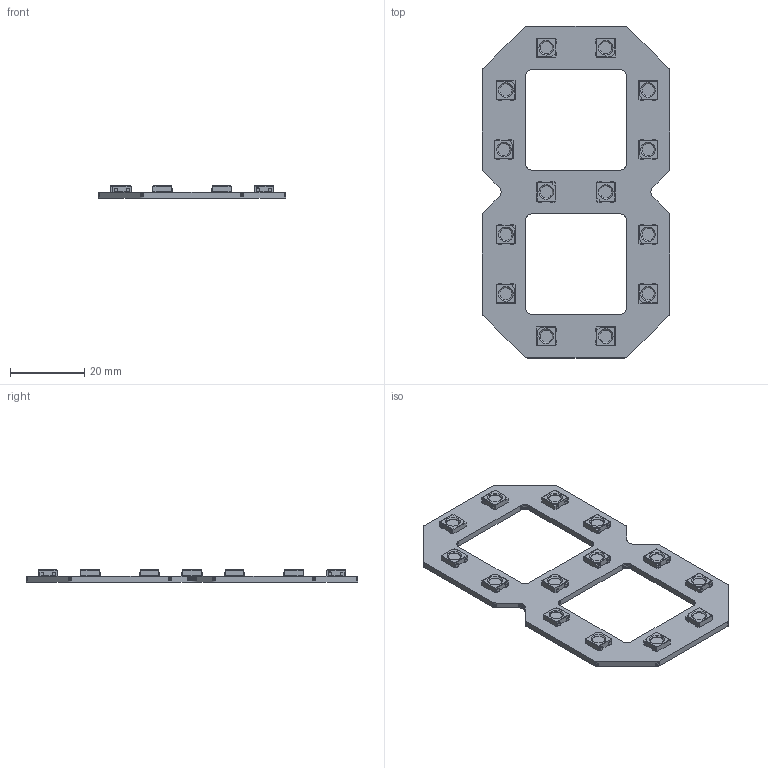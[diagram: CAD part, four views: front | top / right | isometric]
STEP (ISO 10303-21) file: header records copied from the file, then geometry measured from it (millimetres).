
FILE_DESCRIPTION(('KiCad electronic assembly'),'2;1');
FILE_NAME('7seg.step','2024-08-20T21:41:20',('Pcbnew'),('Kicad'), 'Open CASCADE STEP processor 7.6','KiCad to STEP converter','Unknown' );
FILE_SCHEMA(('AUTOMOTIVE_DESIGN { 1 0 10303 214 1 1 1 1 }'));
Length unit declared in the file: millimetre
Products named in the file (4): 7seg 1; LED_WS2812B_PLCC4_5.0x5.0mm_P3.2mm; SOLID; _autosave-7seg PCB
Assembly tree (16 placements, depth 3):
  7seg 1
    LED_WS2812B_PLCC4_5.0x5.0mm_P3.2mm  x14
      SOLID
    _autosave-7seg PCB
Bounding box: 50.45 x 89.2 x 3.25 mm (x, y, z)
Volume: 4801 mm3; surface area: 7431 mm2
Topology: 15 solids, 15 shells, 1134 faces, 3354 edges, 2208 vertices
Faces by surface type: plane 812, cylinder 308, cone 14
Full cylindrical faces by diameter (mm): 3.333 x14
Entity records: 18810 total; most frequent: CARTESIAN_POINT 3324, DIRECTION 2770, LINE 2139, VECTOR 2139, ORIENTED_EDGE 1482, PCURVE 1482, DEFINITIONAL_REPRESENTATION 1482, EDGE_CURVE 741
